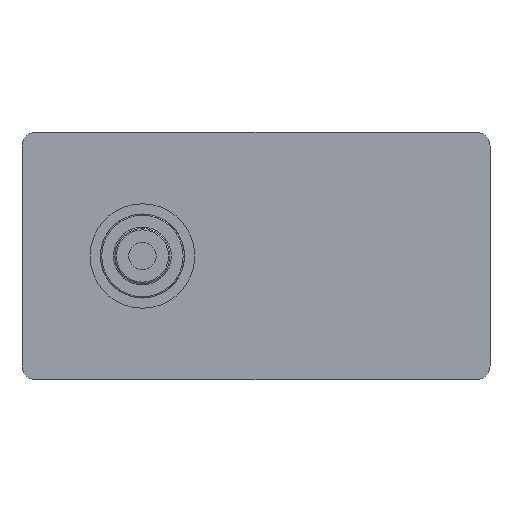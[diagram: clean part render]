
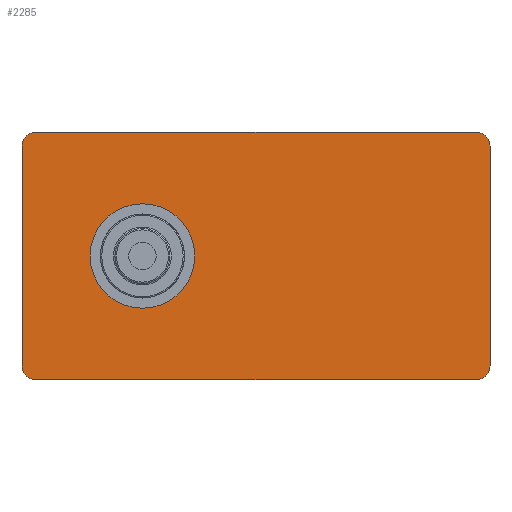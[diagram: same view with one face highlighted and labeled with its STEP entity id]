
A CAD part, left-side view. The second image highlights one B-rep face of the part: STEP entity #2285.
In plain terms, the highlighted planar face has unit normal (-1, 0, 0).
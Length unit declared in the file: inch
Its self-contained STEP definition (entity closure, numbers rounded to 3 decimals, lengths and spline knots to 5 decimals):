
#456 = EDGE_CURVE ( 'NONE', #1871, #1872, #1311, .T. ) ;
#583 = EDGE_CURVE ( 'NONE', #1872, #1871, #2326, .T. ) ;
#584 = EDGE_CURVE ( 'NONE', #2040, #2039, #2318, .T. ) ;
#585 = EDGE_CURVE ( 'NONE', #2037, #2038, #2325, .T. ) ;
#586 = EDGE_CURVE ( 'NONE', #2040, #2041, #2331, .T. ) ;
#587 = EDGE_CURVE ( 'NONE', #2036, #2037, #2333, .T. ) ;
#588 = EDGE_CURVE ( 'NONE', #2035, #2036, #2329, .T. ) ;
#589 = EDGE_CURVE ( 'NONE', #2038, #2039, #2335, .T. ) ;
#590 = EDGE_CURVE ( 'NONE', #2042, #2041, #2328, .T. ) ;
#591 = EDGE_CURVE ( 'NONE', #2042, #2035, #2339, .T. ) ;
#620 = AXIS2_PLACEMENT_3D ( 'NONE', #2088, #2089, #2090 ) ;
#678 = AXIS2_PLACEMENT_3D ( 'NONE', #1818, #1824, #1825 ) ;
#683 = AXIS2_PLACEMENT_3D ( 'NONE', #1808, #1814, #1815 ) ;
#684 = AXIS2_PLACEMENT_3D ( 'NONE', #1833, #1834, #1835 ) ;
#685 = AXIS2_PLACEMENT_3D ( 'NONE', #1820, #1822, #1823 ) ;
#687 = AXIS2_PLACEMENT_3D ( 'NONE', #1821, #1828, #1829 ) ;
#1017 = ORIENTED_EDGE ( 'NONE', *, *, #588, .T. ) ;
#1018 = ORIENTED_EDGE ( 'NONE', *, *, #587, .T. ) ;
#1019 = ORIENTED_EDGE ( 'NONE', *, *, #585, .T. ) ;
#1020 = ORIENTED_EDGE ( 'NONE', *, *, #589, .T. ) ;
#1021 = ORIENTED_EDGE ( 'NONE', *, *, #584, .F. ) ;
#1022 = ORIENTED_EDGE ( 'NONE', *, *, #586, .T. ) ;
#1023 = ORIENTED_EDGE ( 'NONE', *, *, #590, .F. ) ;
#1024 = ORIENTED_EDGE ( 'NONE', *, *, #591, .T. ) ;
#1025 = ORIENTED_EDGE ( 'NONE', *, *, #456, .F. ) ;
#1026 = ORIENTED_EDGE ( 'NONE', *, *, #583, .F. ) ;
#1055 = EDGE_LOOP ( 'NONE', ( #1017, #1018, #1019, #1020, #1021, #1022, #1023, #1024 ) ) ;
#1060 = EDGE_LOOP ( 'NONE', ( #1025, #1026 ) ) ;
#1311 = CIRCLE ( 'NONE', #620, 0.45 ) ;
#1808 = CARTESIAN_POINT ( 'NONE',  ( 1.25, 0., 0. ) ) ;
#1811 = CARTESIAN_POINT ( 'NONE',  ( 1.25, -6.32, -1.69 ) ) ;
#1814 = DIRECTION ( 'NONE',  ( -1., 0., 0. ) ) ;
#1815 = DIRECTION ( 'NONE',  ( 0., 0., 1. ) ) ;
#1816 = CARTESIAN_POINT ( 'NONE',  ( 1.25, 2.19, 2.25 ) ) ;
#1817 = DIRECTION ( 'NONE',  ( 0., -1., 0. ) ) ;
#1818 = CARTESIAN_POINT ( 'NONE',  ( 1.25, -6.07, -2. ) ) ;
#1819 = DIRECTION ( 'NONE',  ( 0., 0., 1. ) ) ;
#1820 = CARTESIAN_POINT ( 'NONE',  ( 1.25, 1.94, 2. ) ) ;
#1821 = CARTESIAN_POINT ( 'NONE',  ( 1.25, -6.07, 2. ) ) ;
#1822 = DIRECTION ( 'NONE',  ( -1., 0., 0. ) ) ;
#1823 = DIRECTION ( 'NONE',  ( 0., 0., 1. ) ) ;
#1824 = DIRECTION ( 'NONE',  ( -1., 0., 0. ) ) ;
#1825 = DIRECTION ( 'NONE',  ( 0., 0., 1. ) ) ;
#1826 = CARTESIAN_POINT ( 'NONE',  ( 1.25, 2.19, -2.25 ) ) ;
#1827 = DIRECTION ( 'NONE',  ( 0., -1., 0. ) ) ;
#1828 = DIRECTION ( 'NONE',  ( -1., 0., 0. ) ) ;
#1829 = DIRECTION ( 'NONE',  ( 0., 0., 1. ) ) ;
#1831 = CARTESIAN_POINT ( 'NONE',  ( 1.25, 2.19, -1.69 ) ) ;
#1832 = DIRECTION ( 'NONE',  ( 0., 0., 1. ) ) ;
#1833 = CARTESIAN_POINT ( 'NONE',  ( 1.25, 1.94, -2. ) ) ;
#1834 = DIRECTION ( 'NONE',  ( -1., 0., 0. ) ) ;
#1835 = DIRECTION ( 'NONE',  ( 0., 0., 1. ) ) ;
#1871 = VERTEX_POINT ( 'NONE', #3127 ) ;
#1872 = VERTEX_POINT ( 'NONE', #3128 ) ;
#2035 = VERTEX_POINT ( 'NONE', #3782 ) ;
#2036 = VERTEX_POINT ( 'NONE', #3783 ) ;
#2037 = VERTEX_POINT ( 'NONE', #3784 ) ;
#2038 = VERTEX_POINT ( 'NONE', #3785 ) ;
#2039 = VERTEX_POINT ( 'NONE', #3786 ) ;
#2040 = VERTEX_POINT ( 'NONE', #3787 ) ;
#2041 = VERTEX_POINT ( 'NONE', #3788 ) ;
#2042 = VERTEX_POINT ( 'NONE', #3789 ) ;
#2088 = CARTESIAN_POINT ( 'NONE',  ( 1.25, 0., 0. ) ) ;
#2089 = DIRECTION ( 'NONE',  ( -1., 0., 0. ) ) ;
#2090 = DIRECTION ( 'NONE',  ( 0., 0., 1. ) ) ;
#2285 = ADVANCED_FACE ( 'NONE', ( #3480, #3483 ), #5045, .T. ) ;
#2318 = LINE ( 'NONE', #1816, #2323 ) ;
#2323 = VECTOR ( 'NONE', #1817, 39.37008 ) ;
#2325 = LINE ( 'NONE', #1811, #2327 ) ;
#2326 = CIRCLE ( 'NONE', #683, 0.45 ) ;
#2327 = VECTOR ( 'NONE', #1819, 39.37008 ) ;
#2328 = LINE ( 'NONE', #1831, #2332 ) ;
#2329 = LINE ( 'NONE', #1826, #2330 ) ;
#2330 = VECTOR ( 'NONE', #1827, 39.37008 ) ;
#2331 = CIRCLE ( 'NONE', #685, 0.25 ) ;
#2332 = VECTOR ( 'NONE', #1832, 39.37008 ) ;
#2333 = CIRCLE ( 'NONE', #678, 0.25 ) ;
#2335 = CIRCLE ( 'NONE', #687, 0.25 ) ;
#2339 = CIRCLE ( 'NONE', #684, 0.25 ) ;
#3127 = CARTESIAN_POINT ( 'NONE',  ( 1.25, 0., 0.45 ) ) ;
#3128 = CARTESIAN_POINT ( 'NONE',  ( 1.25, 0., -0.45 ) ) ;
#3480 = FACE_OUTER_BOUND ( 'NONE', #1055, .T. ) ;
#3483 = FACE_BOUND ( 'NONE', #1060, .T. ) ;
#3666 = AXIS2_PLACEMENT_3D ( 'NONE', #5044, #5047, #5048 ) ;
#3782 = CARTESIAN_POINT ( 'NONE',  ( 1.25, 1.94, -2.25 ) ) ;
#3783 = CARTESIAN_POINT ( 'NONE',  ( 1.25, -6.07, -2.25 ) ) ;
#3784 = CARTESIAN_POINT ( 'NONE',  ( 1.25, -6.32, -2. ) ) ;
#3785 = CARTESIAN_POINT ( 'NONE',  ( 1.25, -6.32, 2. ) ) ;
#3786 = CARTESIAN_POINT ( 'NONE',  ( 1.25, -6.07, 2.25 ) ) ;
#3787 = CARTESIAN_POINT ( 'NONE',  ( 1.25, 1.94, 2.25 ) ) ;
#3788 = CARTESIAN_POINT ( 'NONE',  ( 1.25, 2.19, 2. ) ) ;
#3789 = CARTESIAN_POINT ( 'NONE',  ( 1.25, 2.19, -2. ) ) ;
#5044 = CARTESIAN_POINT ( 'NONE',  ( 1.25, 0.45, 0. ) ) ;
#5045 = PLANE ( 'NONE',  #3666 ) ;
#5047 = DIRECTION ( 'NONE',  ( -1., 0., 0. ) ) ;
#5048 = DIRECTION ( 'NONE',  ( 0., 0., 1. ) ) ;
